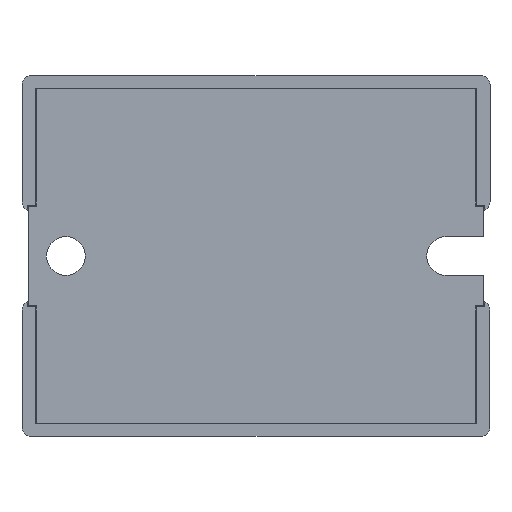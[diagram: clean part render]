
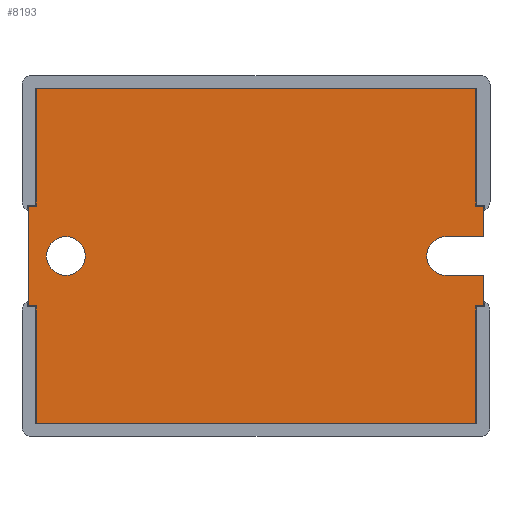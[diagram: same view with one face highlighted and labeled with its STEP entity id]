
A CAD part, front view. The second image highlights one B-rep face of the part: STEP entity #8193.
In plain terms, the highlighted planar face has unit normal (0, -1, 0).
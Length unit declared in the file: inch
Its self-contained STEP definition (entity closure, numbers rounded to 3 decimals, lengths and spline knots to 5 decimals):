
#163 = CARTESIAN_POINT ( 'NONE',  ( 1.08563, -0.838, -0.82713 ) ) ;
#171 = CARTESIAN_POINT ( 'NONE',  ( -1.08563, -0.838, -0.82713 ) ) ;
#179 = CARTESIAN_POINT ( 'NONE',  ( -1.08563, -0.838, -0.24713 ) ) ;
#187 = CARTESIAN_POINT ( 'NONE',  ( -1.12713, -0.838, -0.24713 ) ) ;
#195 = CARTESIAN_POINT ( 'NONE',  ( -1.12713, -0.838, 0.24713 ) ) ;
#202 = CARTESIAN_POINT ( 'NONE',  ( -1.08563, -0.838, 0.24713 ) ) ;
#207 = CARTESIAN_POINT ( 'NONE',  ( -1.08563, -0.838, 0.82713 ) ) ;
#791 = VERTEX_POINT ( 'NONE', #1681 ) ;
#832 = VERTEX_POINT ( 'NONE', #11264 ) ;
#990 = VERTEX_POINT ( 'NONE', #11306 ) ;
#992 = VERTEX_POINT ( 'NONE', #11307 ) ;
#1004 = VERTEX_POINT ( 'NONE', #11310 ) ;
#1052 = EDGE_LOOP ( 'NONE', ( #5317, #5316 ) ) ;
#1102 = EDGE_LOOP ( 'NONE', ( #5315, #5284, #5289, #5302, #5298, #5283, #5314, #5243, #5271, #5273, #5241, #5268, #5266, #5242, #5306, #5239 ) ) ;
#1391 = VERTEX_POINT ( 'NONE', #11507 ) ;
#1401 = VERTEX_POINT ( 'NONE', #11513 ) ;
#1403 = VERTEX_POINT ( 'NONE', #11515 ) ;
#1410 = VERTEX_POINT ( 'NONE', #11522 ) ;
#1412 = VERTEX_POINT ( 'NONE', #11524 ) ;
#1456 = VERTEX_POINT ( 'NONE', #11560 ) ;
#1553 = VERTEX_POINT ( 'NONE', #163 ) ;
#1561 = VERTEX_POINT ( 'NONE', #171 ) ;
#1569 = VERTEX_POINT ( 'NONE', #179 ) ;
#1577 = VERTEX_POINT ( 'NONE', #187 ) ;
#1585 = VERTEX_POINT ( 'NONE', #195 ) ;
#1593 = VERTEX_POINT ( 'NONE', #202 ) ;
#1601 = VERTEX_POINT ( 'NONE', #207 ) ;
#1681 = CARTESIAN_POINT ( 'NONE',  ( 0.94, -0.838, -0.096 ) ) ;
#1730 = CARTESIAN_POINT ( 'NONE',  ( 1.12713, -0.838, 0.096 ) ) ;
#1731 = DIRECTION ( 'NONE',  ( 0., 0., 1. ) ) ;
#1735 = CARTESIAN_POINT ( 'NONE',  ( 1.12713, -0.838, -0.24713 ) ) ;
#1736 = DIRECTION ( 'NONE',  ( 0., 0., 1. ) ) ;
#1758 = CARTESIAN_POINT ( 'NONE',  ( -1.12713, -0.838, -0.24713 ) ) ;
#1759 = DIRECTION ( 'NONE',  ( 1., 0., 0. ) ) ;
#1832 = CARTESIAN_POINT ( 'NONE',  ( -1.08563, -0.838, 0.82713 ) ) ;
#1833 = DIRECTION ( 'NONE',  ( 0., 0., -1. ) ) ;
#1916 = CARTESIAN_POINT ( 'NONE',  ( -0.94, -0.838, 0. ) ) ;
#1917 = DIRECTION ( 'NONE',  ( 0., -1., 0. ) ) ;
#1918 = DIRECTION ( 'NONE',  ( 0., 0., -1. ) ) ;
#2981 = CARTESIAN_POINT ( 'NONE',  ( 1.08563, -0.838, -0.24713 ) ) ;
#2982 = DIRECTION ( 'NONE',  ( 1., 0., 0. ) ) ;
#2985 = CARTESIAN_POINT ( 'NONE',  ( 1.08563, -0.838, -0.82713 ) ) ;
#2986 = DIRECTION ( 'NONE',  ( 0., 0., 1. ) ) ;
#2995 = CARTESIAN_POINT ( 'NONE',  ( 0.94, -0.838, 0. ) ) ;
#2996 = DIRECTION ( 'NONE',  ( 0., 1., 0. ) ) ;
#2997 = DIRECTION ( 'NONE',  ( 0., 0., -1. ) ) ;
#3012 = CARTESIAN_POINT ( 'NONE',  ( 0.94, -0.838, 0.096 ) ) ;
#3013 = DIRECTION ( 'NONE',  ( 1., 0., 0. ) ) ;
#3025 = CARTESIAN_POINT ( 'NONE',  ( -1.08563, -0.838, 0.24713 ) ) ;
#3026 = DIRECTION ( 'NONE',  ( -1., 0., 0. ) ) ;
#3031 = CARTESIAN_POINT ( 'NONE',  ( 1.12713, -0.838, 0.24713 ) ) ;
#3032 = DIRECTION ( 'NONE',  ( -1., 0., 0. ) ) ;
#3036 = CARTESIAN_POINT ( 'NONE',  ( 0.94, -0.838, -0.096 ) ) ;
#3037 = DIRECTION ( 'NONE',  ( -1., 0., 0. ) ) ;
#3038 = CARTESIAN_POINT ( 'NONE',  ( 1.08563, -0.838, 0.24713 ) ) ;
#3039 = DIRECTION ( 'NONE',  ( 0., 0., 1. ) ) ;
#3045 = CARTESIAN_POINT ( 'NONE',  ( -0.94, -0.838, 0. ) ) ;
#3046 = DIRECTION ( 'NONE',  ( 0., -1., 0. ) ) ;
#3047 = DIRECTION ( 'NONE',  ( 0., 0., -1. ) ) ;
#3292 = CARTESIAN_POINT ( 'NONE',  ( -1.08563, -0.838, -0.82713 ) ) ;
#3293 = DIRECTION ( 'NONE',  ( 1., 0., 0. ) ) ;
#3473 = CARTESIAN_POINT ( 'NONE',  ( -1.12713, -0.838, 0.24713 ) ) ;
#3474 = DIRECTION ( 'NONE',  ( 0., 0., -1. ) ) ;
#3673 = CARTESIAN_POINT ( 'NONE',  ( -1.08563, -0.838, -0.24713 ) ) ;
#3674 = DIRECTION ( 'NONE',  ( 0., 0., -1. ) ) ;
#3704 = CARTESIAN_POINT ( 'NONE',  ( 1.08563, -0.838, 0.82713 ) ) ;
#3705 = DIRECTION ( 'NONE',  ( -1., 0., 0. ) ) ;
#4804 = LINE ( 'NONE', #2981, #6731 ) ;
#4807 = LINE ( 'NONE', #2985, #6750 ) ;
#4816 = LINE ( 'NONE', #3012, #6598 ) ;
#4821 = LINE ( 'NONE', #3025, #6822 ) ;
#4824 = LINE ( 'NONE', #3031, #6569 ) ;
#4825 = LINE ( 'NONE', #3036, #6635 ) ;
#4826 = LINE ( 'NONE', #3038, #6708 ) ;
#4916 = LINE ( 'NONE', #3292, #6528 ) ;
#4976 = LINE ( 'NONE', #3473, #10423 ) ;
#5040 = LINE ( 'NONE', #3673, #10315 ) ;
#5049 = LINE ( 'NONE', #3704, #10365 ) ;
#5076 = LINE ( 'NONE', #1730, #10466 ) ;
#5077 = LINE ( 'NONE', #1735, #10475 ) ;
#5083 = LINE ( 'NONE', #1758, #10501 ) ;
#5239 = ORIENTED_EDGE ( 'NONE', *, *, #8378, .T. ) ;
#5241 = ORIENTED_EDGE ( 'NONE', *, *, #8498, .T. ) ;
#5242 = ORIENTED_EDGE ( 'NONE', *, *, #8353, .T. ) ;
#5243 = ORIENTED_EDGE ( 'NONE', *, *, #8373, .T. ) ;
#5266 = ORIENTED_EDGE ( 'NONE', *, *, #8355, .T. ) ;
#5268 = ORIENTED_EDGE ( 'NONE', *, *, #8433, .T. ) ;
#5271 = ORIENTED_EDGE ( 'NONE', *, *, #8462, .T. ) ;
#5273 = ORIENTED_EDGE ( 'NONE', *, *, #8538, .T. ) ;
#5283 = ORIENTED_EDGE ( 'NONE', *, *, #8507, .T. ) ;
#5284 = ORIENTED_EDGE ( 'NONE', *, *, #8367, .T. ) ;
#5289 = ORIENTED_EDGE ( 'NONE', *, *, #8527, .T. ) ;
#5298 = ORIENTED_EDGE ( 'NONE', *, *, #8379, .T. ) ;
#5302 = ORIENTED_EDGE ( 'NONE', *, *, #8376, .T. ) ;
#5306 = ORIENTED_EDGE ( 'NONE', *, *, #8529, .T. ) ;
#5314 = ORIENTED_EDGE ( 'NONE', *, *, #8558, .T. ) ;
#5315 = ORIENTED_EDGE ( 'NONE', *, *, #8360, .T. ) ;
#5316 = ORIENTED_EDGE ( 'NONE', *, *, #8382, .F. ) ;
#5317 = ORIENTED_EDGE ( 'NONE', *, *, #8588, .F. ) ;
#6174 = AXIS2_PLACEMENT_3D ( 'NONE', #12005, #12006, #12007 ) ;
#6528 = VECTOR ( 'NONE', #3293, 39.37008 ) ;
#6569 = VECTOR ( 'NONE', #3032, 39.37008 ) ;
#6582 = CIRCLE ( 'NONE', #6721, 0.096 ) ;
#6598 = VECTOR ( 'NONE', #3013, 39.37008 ) ;
#6635 = VECTOR ( 'NONE', #3037, 39.37008 ) ;
#6708 = VECTOR ( 'NONE', #3039, 39.37008 ) ;
#6721 = AXIS2_PLACEMENT_3D ( 'NONE', #3045, #3046, #3047 ) ;
#6731 = VECTOR ( 'NONE', #2982, 39.37008 ) ;
#6750 = VECTOR ( 'NONE', #2986, 39.37008 ) ;
#6783 = CIRCLE ( 'NONE', #6794, 0.096 ) ;
#6794 = AXIS2_PLACEMENT_3D ( 'NONE', #2995, #2996, #2997 ) ;
#6822 = VECTOR ( 'NONE', #3026, 39.37008 ) ;
#8193 = ADVANCED_FACE ( 'NONE', ( #10275, #10284 ), #12004, .T. ) ;
#8353 = EDGE_CURVE ( 'NONE', #1456, #1391, #4804, .T. ) ;
#8355 = EDGE_CURVE ( 'NONE', #1553, #1456, #4807, .T. ) ;
#8360 = EDGE_CURVE ( 'NONE', #791, #832, #6783, .T. ) ;
#8367 = EDGE_CURVE ( 'NONE', #832, #992, #4816, .T. ) ;
#8373 = EDGE_CURVE ( 'NONE', #1593, #1585, #4821, .T. ) ;
#8376 = EDGE_CURVE ( 'NONE', #1401, #1410, #4824, .T. ) ;
#8378 = EDGE_CURVE ( 'NONE', #1403, #791, #4825, .T. ) ;
#8379 = EDGE_CURVE ( 'NONE', #1410, #1412, #4826, .T. ) ;
#8382 = EDGE_CURVE ( 'NONE', #990, #1004, #6582, .T. ) ;
#8433 = EDGE_CURVE ( 'NONE', #1561, #1553, #4916, .T. ) ;
#8462 = EDGE_CURVE ( 'NONE', #1585, #1577, #4976, .T. ) ;
#8498 = EDGE_CURVE ( 'NONE', #1569, #1561, #5040, .T. ) ;
#8507 = EDGE_CURVE ( 'NONE', #1412, #1601, #5049, .T. ) ;
#8527 = EDGE_CURVE ( 'NONE', #992, #1401, #5076, .T. ) ;
#8529 = EDGE_CURVE ( 'NONE', #1391, #1403, #5077, .T. ) ;
#8538 = EDGE_CURVE ( 'NONE', #1577, #1569, #5083, .T. ) ;
#8558 = EDGE_CURVE ( 'NONE', #1601, #1593, #9856, .T. ) ;
#8588 = EDGE_CURVE ( 'NONE', #1004, #990, #9683, .T. ) ;
#9620 = VECTOR ( 'NONE', #1833, 39.37008 ) ;
#9677 = AXIS2_PLACEMENT_3D ( 'NONE', #1916, #1917, #1918 ) ;
#9683 = CIRCLE ( 'NONE', #9677, 0.096 ) ;
#9856 = LINE ( 'NONE', #1832, #9620 ) ;
#10275 = FACE_OUTER_BOUND ( 'NONE', #1102, .T. ) ;
#10284 = FACE_BOUND ( 'NONE', #1052, .T. ) ;
#10315 = VECTOR ( 'NONE', #3674, 39.37008 ) ;
#10365 = VECTOR ( 'NONE', #3705, 39.37008 ) ;
#10423 = VECTOR ( 'NONE', #3474, 39.37008 ) ;
#10466 = VECTOR ( 'NONE', #1731, 39.37008 ) ;
#10475 = VECTOR ( 'NONE', #1736, 39.37008 ) ;
#10501 = VECTOR ( 'NONE', #1759, 39.37008 ) ;
#11264 = CARTESIAN_POINT ( 'NONE',  ( 0.94, -0.838, 0.096 ) ) ;
#11306 = CARTESIAN_POINT ( 'NONE',  ( -0.94, -0.838, -0.096 ) ) ;
#11307 = CARTESIAN_POINT ( 'NONE',  ( 1.12713, -0.838, 0.096 ) ) ;
#11310 = CARTESIAN_POINT ( 'NONE',  ( -0.94, -0.838, 0.096 ) ) ;
#11507 = CARTESIAN_POINT ( 'NONE',  ( 1.12713, -0.838, -0.24713 ) ) ;
#11513 = CARTESIAN_POINT ( 'NONE',  ( 1.12713, -0.838, 0.24713 ) ) ;
#11515 = CARTESIAN_POINT ( 'NONE',  ( 1.12713, -0.838, -0.096 ) ) ;
#11522 = CARTESIAN_POINT ( 'NONE',  ( 1.08563, -0.838, 0.24713 ) ) ;
#11524 = CARTESIAN_POINT ( 'NONE',  ( 1.08563, -0.838, 0.82713 ) ) ;
#11560 = CARTESIAN_POINT ( 'NONE',  ( 1.08563, -0.838, -0.24713 ) ) ;
#12004 = PLANE ( 'NONE',  #6174 ) ;
#12005 = CARTESIAN_POINT ( 'NONE',  ( 0.94, -0.838, 0. ) ) ;
#12006 = DIRECTION ( 'NONE',  ( 0., -1., 0. ) ) ;
#12007 = DIRECTION ( 'NONE',  ( 0., 0., -1. ) ) ;
